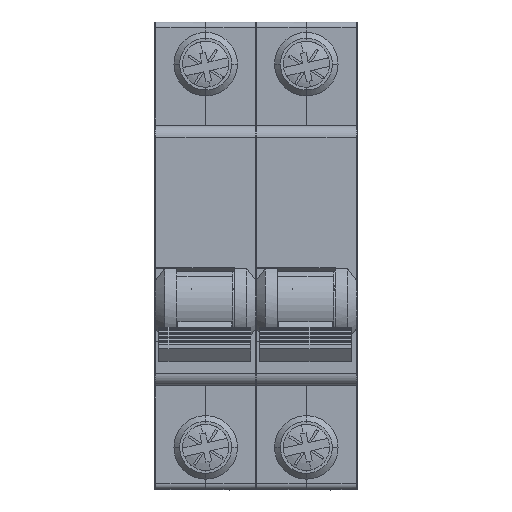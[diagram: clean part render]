
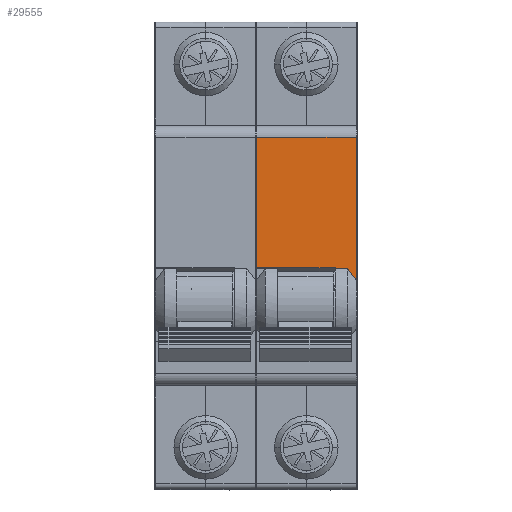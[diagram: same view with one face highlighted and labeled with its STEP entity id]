
A CAD part, top view. The second image highlights one B-rep face of the part: STEP entity #29555.
In plain terms, the highlighted planar face has unit normal (0, 0, 1).
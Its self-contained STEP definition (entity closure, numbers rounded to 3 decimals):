
#29483=AXIS2_PLACEMENT_3D('Plane Axis2P3D',#29480,#29481,#29482) ;
#20507=CARTESIAN_POINT('Vertex',(13.8,-1.252,60.1)) ;
#20510=CARTESIAN_POINT('Line Origine',(13.8,-1.191,60.1)) ;
#20514=CARTESIAN_POINT('Vertex',(13.8,-1.13,60.1)) ;
#20574=CARTESIAN_POINT('Vertex',(3.8,-1.132,60.1)) ;
#29465=CARTESIAN_POINT('Vertex',(15.9,-1.252,60.1)) ;
#29468=CARTESIAN_POINT('Line Origine',(13.67,-1.252,60.1)) ;
#29480=CARTESIAN_POINT('Axis2P3D Location',(8.8,-0.655,60.1)) ;
#29485=CARTESIAN_POINT('Line Origine',(1.95,-1.132,60.1)) ;
#29489=CARTESIAN_POINT('Vertex',(0.1,-1.133,60.1)) ;
#29492=CARTESIAN_POINT('Line Origine',(8.8,-1.131,60.1)) ;
#29498=CARTESIAN_POINT('Control Point',(17.5,-3.382,60.1)) ;
#29499=CARTESIAN_POINT('Control Point',(17.33,-3.129,60.1)) ;
#29500=CARTESIAN_POINT('Control Point',(17.152,-2.878,60.1)) ;
#29501=CARTESIAN_POINT('Control Point',(16.965,-2.62,60.1)) ;
#29502=CARTESIAN_POINT('Control Point',(16.648,-2.197,60.1)) ;
#29503=CARTESIAN_POINT('Control Point',(16.318,-1.773,60.1)) ;
#29504=CARTESIAN_POINT('Control Point',(16.18,-1.599,60.1)) ;
#29505=CARTESIAN_POINT('Control Point',(16.041,-1.426,60.1)) ;
#29506=CARTESIAN_POINT('Control Point',(15.9,-1.252,60.1)) ;
#29507=CARTESIAN_POINT('Vertex',(17.5,-3.382,60.1)) ;
#29510=CARTESIAN_POINT('Line Origine',(17.5,9.059,60.1)) ;
#29514=CARTESIAN_POINT('Vertex',(17.5,21.5,60.1)) ;
#29517=CARTESIAN_POINT('Line Origine',(17.3,21.5,60.1)) ;
#29521=CARTESIAN_POINT('Vertex',(17.1,21.5,60.1)) ;
#29524=CARTESIAN_POINT('Line Origine',(8.8,21.5,60.1)) ;
#29528=CARTESIAN_POINT('Vertex',(0.5,21.5,60.1)) ;
#29531=CARTESIAN_POINT('Line Origine',(0.3,21.5,60.1)) ;
#29535=CARTESIAN_POINT('Vertex',(0.1,21.5,60.1)) ;
#29538=CARTESIAN_POINT('Line Origine',(0.1,10.183,60.1)) ;
#20511=DIRECTION('Vector Direction',(0.,-1.,0.)) ;
#29469=DIRECTION('Vector Direction',(1.,0.,0.)) ;
#29481=DIRECTION('Axis2P3D Direction',(0.,0.,1.)) ;
#29482=DIRECTION('Axis2P3D XDirection',(-1.,0.,0.)) ;
#29486=DIRECTION('Vector Direction',(1.,0.,0.)) ;
#29493=DIRECTION('Vector Direction',(-1.,0.,0.)) ;
#29511=DIRECTION('Vector Direction',(0.,1.,0.)) ;
#29518=DIRECTION('Vector Direction',(-1.,0.,0.)) ;
#29525=DIRECTION('Vector Direction',(-1.,0.,0.)) ;
#29532=DIRECTION('Vector Direction',(-1.,0.,0.)) ;
#29539=DIRECTION('Vector Direction',(0.,-1.,0.)) ;
#20512=VECTOR('Line Direction',#20511,1.) ;
#29470=VECTOR('Line Direction',#29469,1.) ;
#29487=VECTOR('Line Direction',#29486,1.) ;
#29494=VECTOR('Line Direction',#29493,1.) ;
#29512=VECTOR('Line Direction',#29511,1.) ;
#29519=VECTOR('Line Direction',#29518,1.) ;
#29526=VECTOR('Line Direction',#29525,1.) ;
#29533=VECTOR('Line Direction',#29532,1.) ;
#29540=VECTOR('Line Direction',#29539,1.) ;
#29544=ORIENTED_EDGE('',*,*,#29491,.T.) ;
#29545=ORIENTED_EDGE('',*,*,#29496,.F.) ;
#29546=ORIENTED_EDGE('',*,*,#20516,.T.) ;
#29547=ORIENTED_EDGE('',*,*,#29472,.T.) ;
#29548=ORIENTED_EDGE('',*,*,#29509,.F.) ;
#29549=ORIENTED_EDGE('',*,*,#29516,.T.) ;
#29550=ORIENTED_EDGE('',*,*,#29523,.T.) ;
#29551=ORIENTED_EDGE('',*,*,#29530,.T.) ;
#29552=ORIENTED_EDGE('',*,*,#29537,.T.) ;
#29553=ORIENTED_EDGE('',*,*,#29542,.T.) ;
#29555=ADVANCED_FACE('45\\MANIFOLD_SOLID_BREP #160598',(#29554),#29484,.T.) ;
#29497=B_SPLINE_CURVE_WITH_KNOTS('',5,(#29498,#29499,#29500,#29501,#29502,#29503,#29504,#29505,#29506),.UNSPECIFIED.,.F.,.U.,(6,3,6),(0.,2.223,3.759),.UNSPECIFIED.) ;
#20516=EDGE_CURVE('',#20515,#20508,#20513,.T.) ;
#29472=EDGE_CURVE('',#20508,#29466,#29471,.T.) ;
#29491=EDGE_CURVE('',#29490,#20575,#29488,.T.) ;
#29496=EDGE_CURVE('',#20515,#20575,#29495,.T.) ;
#29509=EDGE_CURVE('',#29508,#29466,#29497,.T.) ;
#29516=EDGE_CURVE('',#29508,#29515,#29513,.T.) ;
#29523=EDGE_CURVE('',#29515,#29522,#29520,.T.) ;
#29530=EDGE_CURVE('',#29522,#29529,#29527,.T.) ;
#29537=EDGE_CURVE('',#29529,#29536,#29534,.T.) ;
#29542=EDGE_CURVE('',#29536,#29490,#29541,.T.) ;
#29543=EDGE_LOOP('',(#29544,#29545,#29546,#29547,#29548,#29549,#29550,#29551,#29552,#29553)) ;
#29554=FACE_OUTER_BOUND('',#29543,.T.) ;
#20513=LINE('Line',#20510,#20512) ;
#29471=LINE('Line',#29468,#29470) ;
#29488=LINE('Line',#29485,#29487) ;
#29495=LINE('Line',#29492,#29494) ;
#29513=LINE('Line',#29510,#29512) ;
#29520=LINE('Line',#29517,#29519) ;
#29527=LINE('Line',#29524,#29526) ;
#29534=LINE('Line',#29531,#29533) ;
#29541=LINE('Line',#29538,#29540) ;
#29484=PLANE('Plane',#29483) ;
#20508=VERTEX_POINT('',#20507) ;
#20515=VERTEX_POINT('',#20514) ;
#20575=VERTEX_POINT('',#20574) ;
#29466=VERTEX_POINT('',#29465) ;
#29490=VERTEX_POINT('',#29489) ;
#29508=VERTEX_POINT('',#29507) ;
#29515=VERTEX_POINT('',#29514) ;
#29522=VERTEX_POINT('',#29521) ;
#29529=VERTEX_POINT('',#29528) ;
#29536=VERTEX_POINT('',#29535) ;
